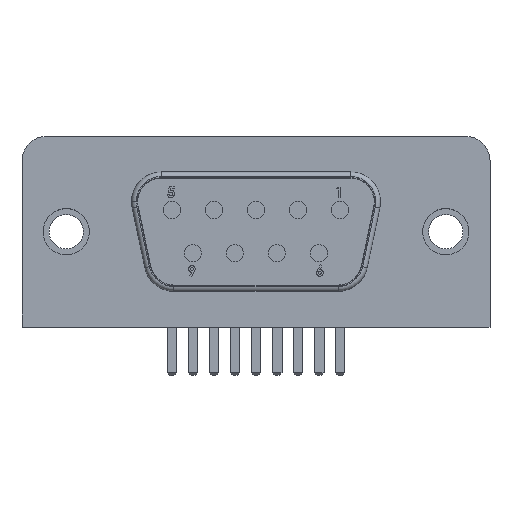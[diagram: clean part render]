
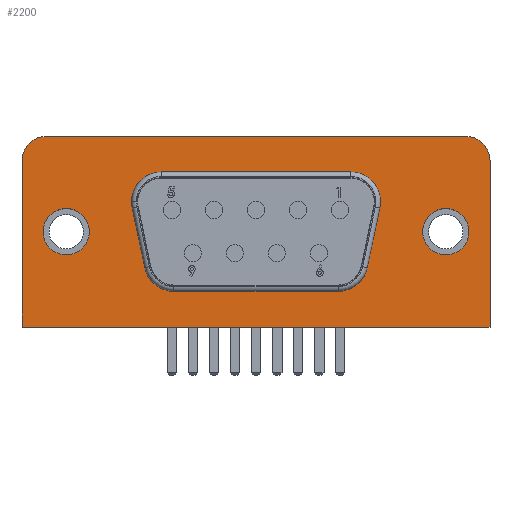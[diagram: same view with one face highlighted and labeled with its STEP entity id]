
A CAD part, top view. The second image highlights one B-rep face of the part: STEP entity #2200.
In plain terms, the highlighted planar face has unit normal (0, 0, 1).
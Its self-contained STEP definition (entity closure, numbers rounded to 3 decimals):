
#697 = VERTEX_POINT('',#698);
#698 = CARTESIAN_POINT('',(7.209,8.242,0.));
#704 = EDGE_CURVE('',#697,#705,#707,.T.);
#705 = VERTEX_POINT('',#706);
#706 = CARTESIAN_POINT('',(7.252,7.837,0.));
#707 = CIRCLE('',#708,1.956);
#708 = AXIS2_PLACEMENT_3D('',#709,#710,#711);
#709 = CARTESIAN_POINT('',(9.165,8.242,0.));
#710 = DIRECTION('',(0.,0.,1.));
#711 = DIRECTION('',(-1.,0.,0.));
#730 = VERTEX_POINT('',#731);
#731 = CARTESIAN_POINT('',(29.426,6.274,0.));
#737 = EDGE_CURVE('',#738,#730,#740,.T.);
#738 = VERTEX_POINT('',#739);
#739 = CARTESIAN_POINT('',(26.378,6.274,0.));
#740 = CIRCLE('',#741,1.524);
#741 = AXIS2_PLACEMENT_3D('',#742,#743,#744);
#742 = CARTESIAN_POINT('',(27.902,6.274,0.));
#743 = DIRECTION('',(0.,0.,1.));
#744 = DIRECTION('',(1.,0.,0.));
#772 = VERTEX_POINT('',#773);
#773 = CARTESIAN_POINT('',(4.432,6.274,0.));
#779 = EDGE_CURVE('',#780,#772,#782,.T.);
#780 = VERTEX_POINT('',#781);
#781 = CARTESIAN_POINT('',(1.384,6.274,0.));
#782 = CIRCLE('',#783,1.524);
#783 = AXIS2_PLACEMENT_3D('',#784,#785,#786);
#784 = CARTESIAN_POINT('',(2.908,6.274,0.));
#785 = DIRECTION('',(0.,0.,1.));
#786 = DIRECTION('',(1.,0.,0.));
#2156 = EDGE_CURVE('',#772,#780,#2157,.T.);
#2157 = CIRCLE('',#2158,1.524);
#2158 = AXIS2_PLACEMENT_3D('',#2159,#2160,#2161);
#2159 = CARTESIAN_POINT('',(2.908,6.274,0.));
#2160 = DIRECTION('',(0.,0.,1.));
#2161 = DIRECTION('',(1.,0.,0.));
#2180 = EDGE_CURVE('',#730,#738,#2181,.T.);
#2181 = CIRCLE('',#2182,1.524);
#2182 = AXIS2_PLACEMENT_3D('',#2183,#2184,#2185);
#2183 = CARTESIAN_POINT('',(27.902,6.274,0.));
#2184 = DIRECTION('',(0.,0.,1.));
#2185 = DIRECTION('',(1.,0.,0.));
#2200 = ADVANCED_FACE('',(#2201,#2253,#2257,#2261),#2330,.T.);
#2201 = FACE_BOUND('',#2202,.T.);
#2202 = EDGE_LOOP('',(#2203,#2213,#2222,#2230,#2238,#2246));
#2203 = ORIENTED_EDGE('',*,*,#2204,.T.);
#2204 = EDGE_CURVE('',#2205,#2207,#2209,.T.);
#2205 = VERTEX_POINT('',#2206);
#2206 = CARTESIAN_POINT('',(29.223,12.548,0.));
#2207 = VERTEX_POINT('',#2208);
#2208 = CARTESIAN_POINT('',(1.588,12.548,0.));
#2209 = LINE('',#2210,#2211);
#2210 = CARTESIAN_POINT('',(0.,12.548,0.));
#2211 = VECTOR('',#2212,1.);
#2212 = DIRECTION('',(-1.,-0.,-0.));
#2213 = ORIENTED_EDGE('',*,*,#2214,.T.);
#2214 = EDGE_CURVE('',#2207,#2215,#2217,.T.);
#2215 = VERTEX_POINT('',#2216);
#2216 = CARTESIAN_POINT('',(0.,10.96,0.));
#2217 = CIRCLE('',#2218,1.588);
#2218 = AXIS2_PLACEMENT_3D('',#2219,#2220,#2221);
#2219 = CARTESIAN_POINT('',(1.588,10.96,0.));
#2220 = DIRECTION('',(0.,0.,1.));
#2221 = DIRECTION('',(1.,0.,0.));
#2222 = ORIENTED_EDGE('',*,*,#2223,.T.);
#2223 = EDGE_CURVE('',#2215,#2224,#2226,.T.);
#2224 = VERTEX_POINT('',#2225);
#2225 = CARTESIAN_POINT('',(0.,0.,0.));
#2226 = LINE('',#2227,#2228);
#2227 = CARTESIAN_POINT('',(0.,12.548,0.));
#2228 = VECTOR('',#2229,1.);
#2229 = DIRECTION('',(0.,-1.,0.));
#2230 = ORIENTED_EDGE('',*,*,#2231,.T.);
#2231 = EDGE_CURVE('',#2224,#2232,#2234,.T.);
#2232 = VERTEX_POINT('',#2233);
#2233 = CARTESIAN_POINT('',(30.81,0.,0.));
#2234 = LINE('',#2235,#2236);
#2235 = CARTESIAN_POINT('',(0.,0.,0.));
#2236 = VECTOR('',#2237,1.);
#2237 = DIRECTION('',(1.,0.,0.));
#2238 = ORIENTED_EDGE('',*,*,#2239,.T.);
#2239 = EDGE_CURVE('',#2232,#2240,#2242,.T.);
#2240 = VERTEX_POINT('',#2241);
#2241 = CARTESIAN_POINT('',(30.81,10.96,0.));
#2242 = LINE('',#2243,#2244);
#2243 = CARTESIAN_POINT('',(30.81,12.548,0.));
#2244 = VECTOR('',#2245,1.);
#2245 = DIRECTION('',(0.,1.,0.));
#2246 = ORIENTED_EDGE('',*,*,#2247,.T.);
#2247 = EDGE_CURVE('',#2240,#2205,#2248,.T.);
#2248 = CIRCLE('',#2249,1.588);
#2249 = AXIS2_PLACEMENT_3D('',#2250,#2251,#2252);
#2250 = CARTESIAN_POINT('',(29.223,10.96,0.));
#2251 = DIRECTION('',(0.,0.,1.));
#2252 = DIRECTION('',(1.,0.,0.));
#2253 = FACE_BOUND('',#2254,.T.);
#2254 = EDGE_LOOP('',(#2255,#2256));
#2255 = ORIENTED_EDGE('',*,*,#2156,.F.);
#2256 = ORIENTED_EDGE('',*,*,#779,.F.);
#2257 = FACE_BOUND('',#2258,.T.);
#2258 = EDGE_LOOP('',(#2259,#2260));
#2259 = ORIENTED_EDGE('',*,*,#2180,.F.);
#2260 = ORIENTED_EDGE('',*,*,#737,.F.);
#2261 = FACE_BOUND('',#2262,.T.);
#2262 = EDGE_LOOP('',(#2263,#2273,#2282,#2288,#2289,#2298,#2306,#2315,
    #2323));
#2263 = ORIENTED_EDGE('',*,*,#2264,.F.);
#2264 = EDGE_CURVE('',#2265,#2267,#2269,.T.);
#2265 = VERTEX_POINT('',#2266);
#2266 = CARTESIAN_POINT('',(9.999,2.35,0.));
#2267 = VERTEX_POINT('',#2268);
#2268 = CARTESIAN_POINT('',(20.811,2.35,0.));
#2269 = LINE('',#2270,#2271);
#2270 = CARTESIAN_POINT('',(20.811,2.35,0.));
#2271 = VECTOR('',#2272,1.);
#2272 = DIRECTION('',(1.,0.,0.));
#2273 = ORIENTED_EDGE('',*,*,#2274,.F.);
#2274 = EDGE_CURVE('',#2275,#2265,#2277,.T.);
#2275 = VERTEX_POINT('',#2276);
#2276 = CARTESIAN_POINT('',(8.085,3.9,0.));
#2277 = CIRCLE('',#2278,1.956);
#2278 = AXIS2_PLACEMENT_3D('',#2279,#2280,#2281);
#2279 = CARTESIAN_POINT('',(9.999,4.305,0.));
#2280 = DIRECTION('',(0.,0.,1.));
#2281 = DIRECTION('',(-1.,0.,0.));
#2282 = ORIENTED_EDGE('',*,*,#2283,.F.);
#2283 = EDGE_CURVE('',#705,#2275,#2284,.T.);
#2284 = LINE('',#2285,#2286);
#2285 = CARTESIAN_POINT('',(8.085,3.9,0.));
#2286 = VECTOR('',#2287,1.);
#2287 = DIRECTION('',(0.207,-0.978,0.));
#2288 = ORIENTED_EDGE('',*,*,#704,.F.);
#2289 = ORIENTED_EDGE('',*,*,#2290,.F.);
#2290 = EDGE_CURVE('',#2291,#697,#2293,.T.);
#2291 = VERTEX_POINT('',#2292);
#2292 = CARTESIAN_POINT('',(9.165,10.198,0.));
#2293 = CIRCLE('',#2294,1.956);
#2294 = AXIS2_PLACEMENT_3D('',#2295,#2296,#2297);
#2295 = CARTESIAN_POINT('',(9.165,8.242,0.));
#2296 = DIRECTION('',(0.,0.,1.));
#2297 = DIRECTION('',(-1.,0.,0.));
#2298 = ORIENTED_EDGE('',*,*,#2299,.F.);
#2299 = EDGE_CURVE('',#2300,#2291,#2302,.T.);
#2300 = VERTEX_POINT('',#2301);
#2301 = CARTESIAN_POINT('',(21.645,10.198,0.));
#2302 = LINE('',#2303,#2304);
#2303 = CARTESIAN_POINT('',(9.165,10.198,0.));
#2304 = VECTOR('',#2305,1.);
#2305 = DIRECTION('',(-1.,-0.,-0.));
#2306 = ORIENTED_EDGE('',*,*,#2307,.F.);
#2307 = EDGE_CURVE('',#2308,#2300,#2310,.T.);
#2308 = VERTEX_POINT('',#2309);
#2309 = CARTESIAN_POINT('',(23.559,7.837,0.));
#2310 = CIRCLE('',#2311,1.956);
#2311 = AXIS2_PLACEMENT_3D('',#2312,#2313,#2314);
#2312 = CARTESIAN_POINT('',(21.645,8.242,0.));
#2313 = DIRECTION('',(0.,0.,1.));
#2314 = DIRECTION('',(-1.,0.,0.));
#2315 = ORIENTED_EDGE('',*,*,#2316,.F.);
#2316 = EDGE_CURVE('',#2317,#2308,#2319,.T.);
#2317 = VERTEX_POINT('',#2318);
#2318 = CARTESIAN_POINT('',(22.725,3.9,0.));
#2319 = LINE('',#2320,#2321);
#2320 = CARTESIAN_POINT('',(23.559,7.837,0.));
#2321 = VECTOR('',#2322,1.);
#2322 = DIRECTION('',(0.207,0.978,0.));
#2323 = ORIENTED_EDGE('',*,*,#2324,.F.);
#2324 = EDGE_CURVE('',#2267,#2317,#2325,.T.);
#2325 = CIRCLE('',#2326,1.956);
#2326 = AXIS2_PLACEMENT_3D('',#2327,#2328,#2329);
#2327 = CARTESIAN_POINT('',(20.811,4.305,0.));
#2328 = DIRECTION('',(0.,0.,1.));
#2329 = DIRECTION('',(-1.,0.,0.));
#2330 = PLANE('',#2331);
#2331 = AXIS2_PLACEMENT_3D('',#2332,#2333,#2334);
#2332 = CARTESIAN_POINT('',(0.,0.,0.));
#2333 = DIRECTION('',(0.,0.,1.));
#2334 = DIRECTION('',(1.,0.,0.));
